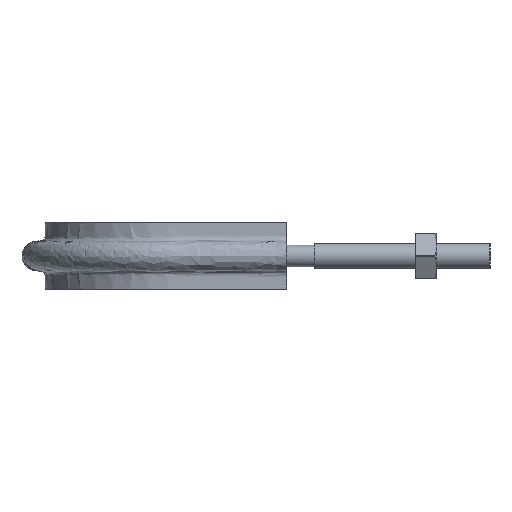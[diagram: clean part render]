
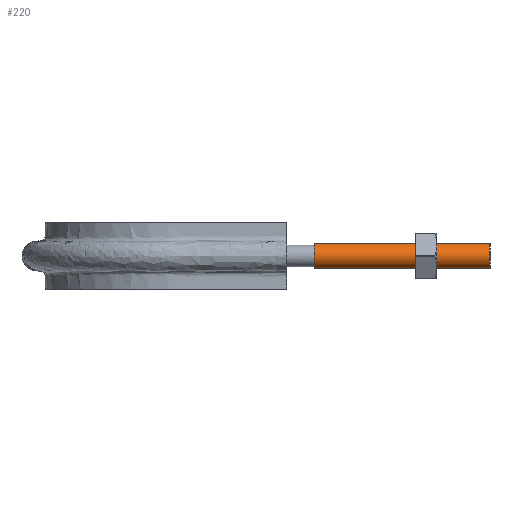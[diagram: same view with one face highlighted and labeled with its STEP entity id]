
A CAD part, left-side view. The second image highlights one B-rep face of the part: STEP entity #220.
In plain terms, the highlighted cylindrical face has radius 4.6 mm (diameter 9.2 mm), a full revolution.
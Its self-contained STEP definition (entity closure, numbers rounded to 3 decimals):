
#220 = ADVANCED_FACE( '', ( #299, #300 ), #301, .T. );
#299 = FACE_OUTER_BOUND( '', #471, .T. );
#300 = FACE_OUTER_BOUND( '', #472, .T. );
#301 = CYLINDRICAL_SURFACE( '', #473, 4.6 );
#471 = EDGE_LOOP( '', ( #1465 ) );
#472 = EDGE_LOOP( '', ( #1466 ) );
#473 = AXIS2_PLACEMENT_3D( '', #1467, #1468, #1469 );
#1465 = ORIENTED_EDGE( '', *, *, #1999, .T. );
#1466 = ORIENTED_EDGE( '', *, *, #2000, .F. );
#1467 = CARTESIAN_POINT( '', ( -50.5, 66., 0. ) );
#1468 = DIRECTION( '', ( 0., 1., 0. ) );
#1469 = DIRECTION( '', ( 1., 0., 0. ) );
#1999 = EDGE_CURVE( '', #2159, #2159, #2160, .T. );
#2000 = EDGE_CURVE( '', #2161, #2161, #2162, .T. );
#2159 = VERTEX_POINT( '', #2409 );
#2160 = CIRCLE( '', #2410, 4.6 );
#2161 = VERTEX_POINT( '', #2411 );
#2162 = CIRCLE( '', #2412, 4.6 );
#2409 = CARTESIAN_POINT( '', ( -45.9, 66., 0. ) );
#2410 = AXIS2_PLACEMENT_3D( '', #3077, #3078, #3079 );
#2411 = CARTESIAN_POINT( '', ( -45.9, 0., 0. ) );
#2412 = AXIS2_PLACEMENT_3D( '', #3080, #3081, #3082 );
#3077 = CARTESIAN_POINT( '', ( -50.5, 66., 0. ) );
#3078 = DIRECTION( '', ( 0., -1., 0. ) );
#3079 = DIRECTION( '', ( 1., 0., 0. ) );
#3080 = CARTESIAN_POINT( '', ( -50.5, 0., 0. ) );
#3081 = DIRECTION( '', ( 0., -1., 0. ) );
#3082 = DIRECTION( '', ( 1., 0., 0. ) );
